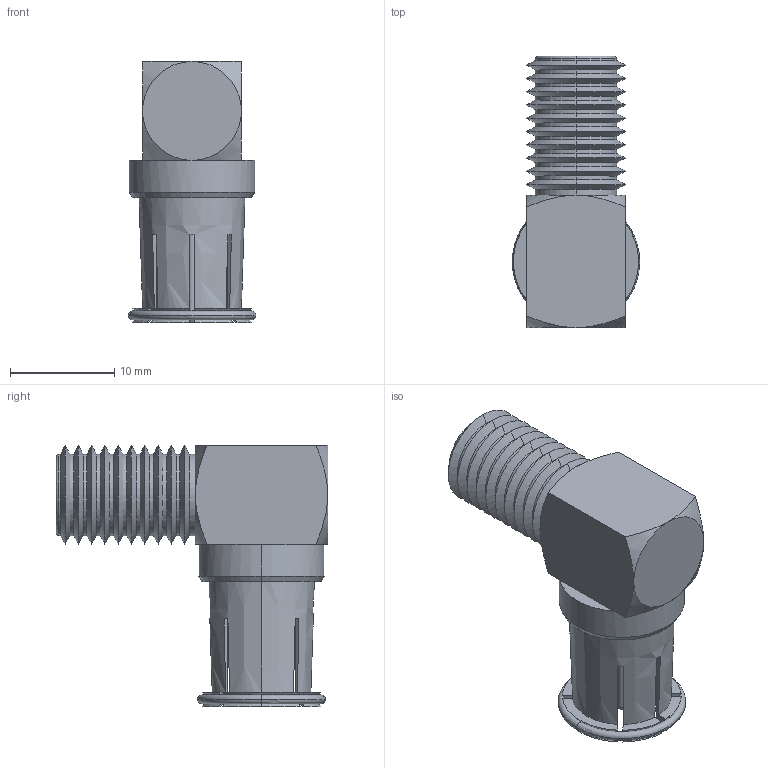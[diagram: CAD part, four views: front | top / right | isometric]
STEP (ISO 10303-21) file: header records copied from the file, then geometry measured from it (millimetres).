
FILE_DESCRIPTION (( 'STEP AP203' ), '1' );
FILE_NAME ('BA126.STEP', '2006-06-30T19:24:18', ( ' ' ), ( ' ' ), 'SwSTEP 2.0', 'SolidWorks 2005354', '' );
FILE_SCHEMA (( 'CONFIG_CONTROL_DESIGN' ));
Length unit declared in the file: inch
Products named in the file (1): BA126
Bounding box: 12.21 x 26.01 x 24.99 mm (x, y, z)
Volume: 2556.6 mm3; surface area: 2188.6 mm2
Topology: 1 solids, 1 shells, 175 faces, 462 edges, 279 vertices
Faces by surface type: cone 89, plane 46, cylinder 34, torus 6
Entity records: 5720 total; most frequent: CARTESIAN_POINT 1345, ORIENTED_EDGE 924, DIRECTION 911, EDGE_CURVE 462, AXIS2_PLACEMENT_3D 385, VERTEX_POINT 279, CIRCLE 209, EDGE_LOOP 189
